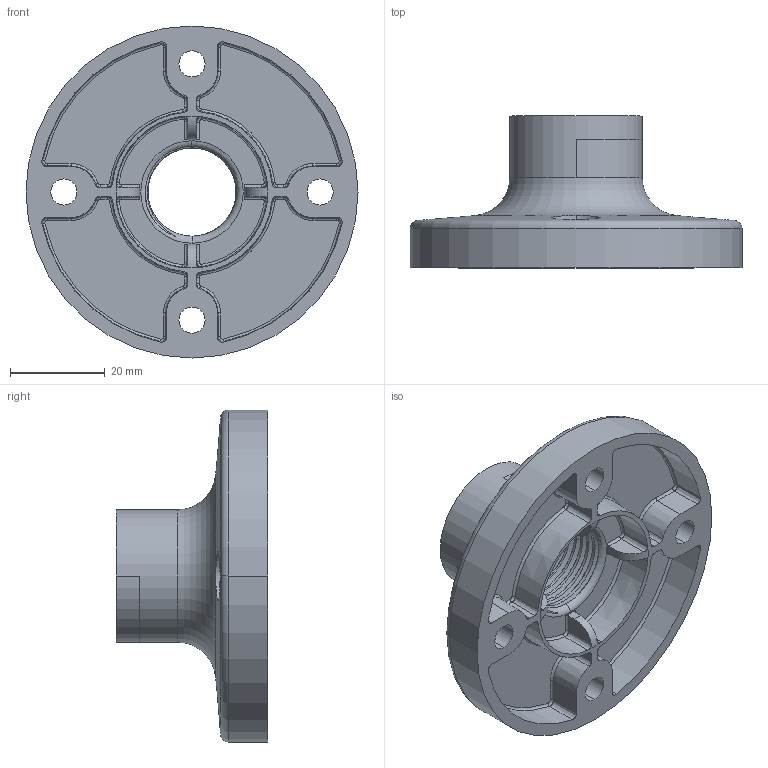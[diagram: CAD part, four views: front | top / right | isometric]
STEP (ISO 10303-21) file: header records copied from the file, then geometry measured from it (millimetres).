
FILE_DESCRIPTION((''),'2;1');
FILE_NAME('192432_ASM','2015-12-23T',('pdmadmin'),(''),'PRO/ENGINEER BY PARAMETRIC TECHNOLOGY CORPORATION, 2013230','PRO/ENGINEER BY PARAMETRIC TECHNOLOGY CORPORATION, 2013230','');
FILE_SCHEMA(('CONFIG_CONTROL_DESIGN'));
Length unit declared in the file: millimetre
Products named in the file (2): 173122; 192432_ASM
Assembly tree (1 placements, depth 2):
  192432_ASM
    173122
Bounding box: 70 x 32 x 70 mm (x, y, z)
Volume: 26685.2 mm3; surface area: 17169 mm2
Topology: 1 solids, 1 shells, 245 faces, 621 edges, 390 vertices
Faces by surface type: bspline 77, cylinder 76, plane 44, torus 26, cone 22
Entity records: 12675 total; most frequent: CARTESIAN_POINT 7318, ORIENTED_EDGE 1242, DIRECTION 925, EDGE_CURVE 621, VERTEX_POINT 390, AXIS2_PLACEMENT_3D 388, EDGE_LOOP 267, B_SPLINE_CURVE_WITH_KNOTS 255
